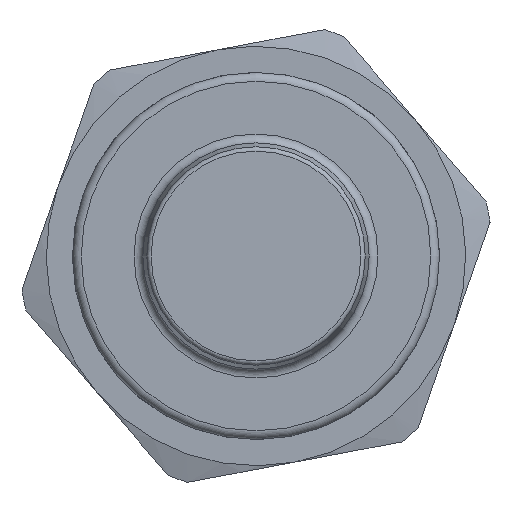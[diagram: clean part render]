
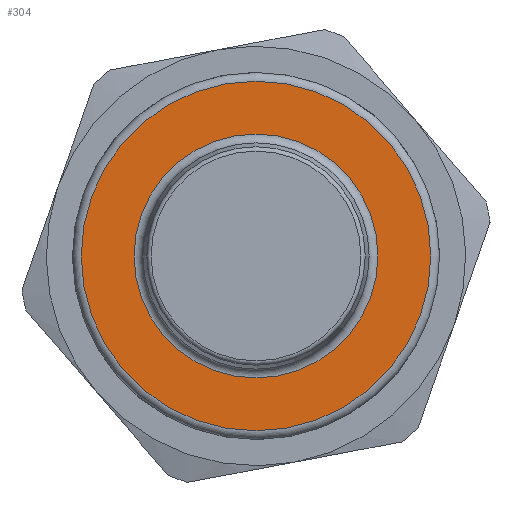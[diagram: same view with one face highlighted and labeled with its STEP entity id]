
A CAD part, left-side view. The second image highlights one B-rep face of the part: STEP entity #304.
In plain terms, the highlighted planar face has unit normal (-1, 0, 0).
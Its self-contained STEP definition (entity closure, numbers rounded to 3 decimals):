
#273=CARTESIAN_POINT('',(27.5,-6.975,0.0));
#274=VERTEX_POINT('',#273);
#275=CARTESIAN_POINT('',(27.5,0.,0.0));
#276=DIRECTION('',(-1.0,0.0,0.0));
#277=DIRECTION('',(0.0,-1.0,0.0));
#278=AXIS2_PLACEMENT_3D('',#275,#276,#277);
#279=CIRCLE('',#278,6.975);
#280=EDGE_CURVE('',#274,#274,#279,.T.);
#285=CARTESIAN_POINT('',(27.5,-8.487,0.0));
#286=DIRECTION('',(-1.0,0.0,0.0));
#287=DIRECTION('',(0.0,0.0,1.0));
#288=AXIS2_PLACEMENT_3D('',#285,#286,#287);
#289=PLANE('',#288);
#290=CARTESIAN_POINT('',(27.5,-10.0,0.0));
#291=VERTEX_POINT('',#290);
#292=CARTESIAN_POINT('',(27.5,0.,0.0));
#293=DIRECTION('',(-1.0,0.0,0.0));
#294=DIRECTION('',(0.0,-1.0,0.0));
#295=AXIS2_PLACEMENT_3D('',#292,#293,#294);
#296=CIRCLE('',#295,10.0);
#297=EDGE_CURVE('',#291,#291,#296,.T.);
#298=ORIENTED_EDGE('',*,*,#297,.T.);
#299=EDGE_LOOP('',(#298));
#300=FACE_OUTER_BOUND('',#299,.T.);
#301=ORIENTED_EDGE('',*,*,#280,.F.);
#302=EDGE_LOOP('',(#301));
#303=FACE_BOUND('',#302,.T.);
#304=ADVANCED_FACE('',(#300,#303),#289,.T.);
